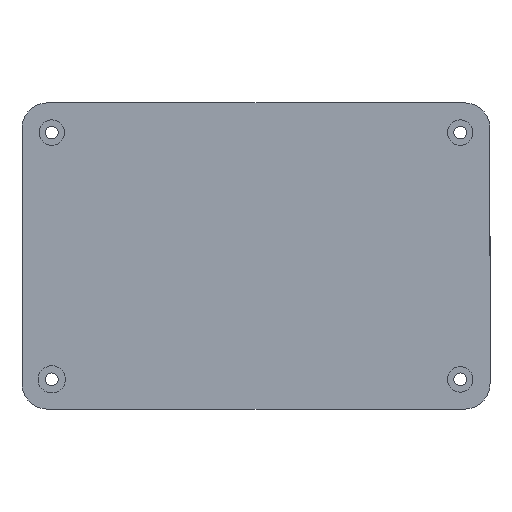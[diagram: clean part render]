
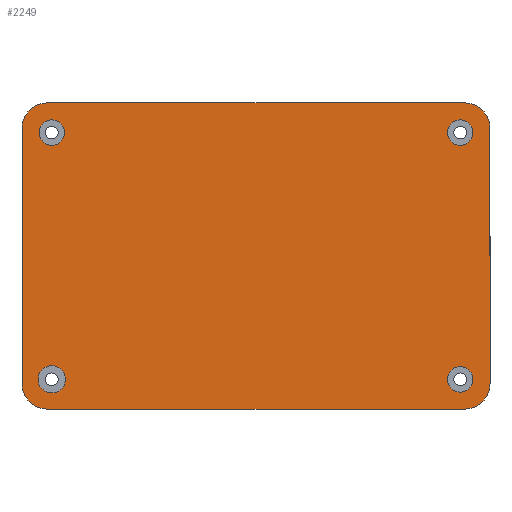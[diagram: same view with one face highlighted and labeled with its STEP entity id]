
A CAD part, front view. The second image highlights one B-rep face of the part: STEP entity #2249.
In plain terms, the highlighted planar face has unit normal (0, -1, 0).
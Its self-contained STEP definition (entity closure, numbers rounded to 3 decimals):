
#1 = CARTESIAN_POINT ( 'NONE',  ( 49., 0., 30. ) ) ;
#10 = ORIENTED_EDGE ( 'NONE', *, *, #724, .T. ) ;
#12 = VERTEX_POINT ( 'NONE', #736 ) ;
#48 = ORIENTED_EDGE ( 'NONE', *, *, #1988, .T. ) ;
#64 = DIRECTION ( 'NONE',  ( 0., 0., 1. ) ) ;
#86 = AXIS2_PLACEMENT_3D ( 'NONE', #1490, #788, #1848 ) ;
#91 = EDGE_CURVE ( 'NONE', #1292, #107, #834, .T. ) ;
#98 = CARTESIAN_POINT ( 'NONE',  ( -49., 0., -30. ) ) ;
#101 = DIRECTION ( 'NONE',  ( 0., 0., 1. ) ) ;
#107 = VERTEX_POINT ( 'NONE', #179 ) ;
#138 = DIRECTION ( 'NONE',  ( 0., 1., 0. ) ) ;
#143 = CARTESIAN_POINT ( 'NONE',  ( -48., 0., 29. ) ) ;
#158 = DIRECTION ( 'NONE',  ( 0., 0., 1. ) ) ;
#163 = EDGE_CURVE ( 'NONE', #2210, #368, #1711, .T. ) ;
#173 = VERTEX_POINT ( 'NONE', #946 ) ;
#179 = CARTESIAN_POINT ( 'NONE',  ( -48., 0., 26. ) ) ;
#206 = AXIS2_PLACEMENT_3D ( 'NONE', #278, #2063, #2032 ) ;
#213 = VERTEX_POINT ( 'NONE', #2160 ) ;
#218 = VECTOR ( 'NONE', #1149, 1000. ) ;
#227 = DIRECTION ( 'NONE',  ( 0., 1., 0. ) ) ;
#241 = CIRCLE ( 'NONE', #1023, 3. ) ;
#258 = VERTEX_POINT ( 'NONE', #1983 ) ;
#261 = CIRCLE ( 'NONE', #1043, 3. ) ;
#278 = CARTESIAN_POINT ( 'NONE',  ( -48., 0., -29. ) ) ;
#279 = FACE_OUTER_BOUND ( 'NONE', #1275, .T. ) ;
#302 = AXIS2_PLACEMENT_3D ( 'NONE', #434, #1154, #1731 ) ;
#312 = CIRCLE ( 'NONE', #1609, 3. ) ;
#326 = ORIENTED_EDGE ( 'NONE', *, *, #163, .F. ) ;
#343 = CARTESIAN_POINT ( 'NONE',  ( 48., 0., 29. ) ) ;
#353 = CARTESIAN_POINT ( 'NONE',  ( 48., 0., -26. ) ) ;
#368 = VERTEX_POINT ( 'NONE', #457 ) ;
#382 = LINE ( 'NONE', #904, #970 ) ;
#392 = EDGE_CURVE ( 'NONE', #562, #2253, #1894, .T. ) ;
#405 = EDGE_CURVE ( 'NONE', #1330, #12, #241, .T. ) ;
#408 = ORIENTED_EDGE ( 'NONE', *, *, #2042, .F. ) ;
#434 = CARTESIAN_POINT ( 'NONE',  ( 49., 0., -30. ) ) ;
#437 = DIRECTION ( 'NONE',  ( 0., 1., 0. ) ) ;
#450 = FACE_BOUND ( 'NONE', #1081, .T. ) ;
#457 = CARTESIAN_POINT ( 'NONE',  ( -49., 0., 36. ) ) ;
#458 = AXIS2_PLACEMENT_3D ( 'NONE', #1147, #227, #1621 ) ;
#461 = CARTESIAN_POINT ( 'NONE',  ( -55., 0., 30. ) ) ;
#490 = EDGE_CURVE ( 'NONE', #2096, #1044, #1222, .T. ) ;
#519 = CARTESIAN_POINT ( 'NONE',  ( -48., 0., 29. ) ) ;
#562 = VERTEX_POINT ( 'NONE', #1825 ) ;
#576 = AXIS2_PLACEMENT_3D ( 'NONE', #343, #694, #2098 ) ;
#596 = AXIS2_PLACEMENT_3D ( 'NONE', #98, #1517, #1599 ) ;
#645 = CARTESIAN_POINT ( 'NONE',  ( 48., 0., 26. ) ) ;
#656 = CARTESIAN_POINT ( 'NONE',  ( -49., 0., -30. ) ) ;
#689 = DIRECTION ( 'NONE',  ( 0., 0., 1. ) ) ;
#694 = DIRECTION ( 'NONE',  ( 0., 1., 0. ) ) ;
#710 = EDGE_CURVE ( 'NONE', #1411, #1659, #837, .T. ) ;
#714 = AXIS2_PLACEMENT_3D ( 'NONE', #656, #138, #101 ) ;
#724 = EDGE_CURVE ( 'NONE', #12, #1330, #1677, .T. ) ;
#736 = CARTESIAN_POINT ( 'NONE',  ( 48., 0., 32. ) ) ;
#755 = EDGE_CURVE ( 'NONE', #1847, #2096, #878, .T. ) ;
#788 = DIRECTION ( 'NONE',  ( 0., 1., 0. ) ) ;
#793 = LINE ( 'NONE', #1496, #218 ) ;
#834 = CIRCLE ( 'NONE', #1753, 3. ) ;
#837 = CIRCLE ( 'NONE', #86, 3. ) ;
#840 = EDGE_CURVE ( 'NONE', #258, #213, #1870, .T. ) ;
#878 = CIRCLE ( 'NONE', #2135, 6. ) ;
#894 = ORIENTED_EDGE ( 'NONE', *, *, #1879, .F. ) ;
#895 = DIRECTION ( 'NONE',  ( 0., 0., -1. ) ) ;
#904 = CARTESIAN_POINT ( 'NONE',  ( -55., 0., -30. ) ) ;
#923 = ORIENTED_EDGE ( 'NONE', *, *, #710, .T. ) ;
#942 = CIRCLE ( 'NONE', #302, 6. ) ;
#946 = CARTESIAN_POINT ( 'NONE',  ( -55., 0., -30. ) ) ;
#970 = VECTOR ( 'NONE', #158, 1000. ) ;
#992 = PLANE ( 'NONE',  #596 ) ;
#1023 = AXIS2_PLACEMENT_3D ( 'NONE', #2031, #437, #1156 ) ;
#1043 = AXIS2_PLACEMENT_3D ( 'NONE', #1410, #1952, #689 ) ;
#1044 = VERTEX_POINT ( 'NONE', #1237 ) ;
#1073 = CARTESIAN_POINT ( 'NONE',  ( 55., 0., -30. ) ) ;
#1081 = EDGE_LOOP ( 'NONE', ( #2035, #1955 ) ) ;
#1085 = EDGE_CURVE ( 'NONE', #107, #1292, #312, .T. ) ;
#1113 = CARTESIAN_POINT ( 'NONE',  ( 55., 0., 30. ) ) ;
#1124 = EDGE_LOOP ( 'NONE', ( #2264, #10 ) ) ;
#1147 = CARTESIAN_POINT ( 'NONE',  ( -49., 0., 30. ) ) ;
#1149 = DIRECTION ( 'NONE',  ( 1., 0., 0. ) ) ;
#1154 = DIRECTION ( 'NONE',  ( 0., 1., 0. ) ) ;
#1156 = DIRECTION ( 'NONE',  ( 0., 0., 1. ) ) ;
#1161 = AXIS2_PLACEMENT_3D ( 'NONE', #2203, #1810, #64 ) ;
#1197 = ORIENTED_EDGE ( 'NONE', *, *, #840, .T. ) ;
#1213 = VECTOR ( 'NONE', #895, 1000. ) ;
#1216 = DIRECTION ( 'NONE',  ( 0., 1., 0. ) ) ;
#1222 = LINE ( 'NONE', #1073, #1213 ) ;
#1237 = CARTESIAN_POINT ( 'NONE',  ( 55., 0., -30. ) ) ;
#1258 = EDGE_CURVE ( 'NONE', #1044, #562, #942, .T. ) ;
#1262 = EDGE_CURVE ( 'NONE', #2253, #173, #1491, .T. ) ;
#1275 = EDGE_LOOP ( 'NONE', ( #2164, #2131, #1793, #1614, #2173, #408, #326, #894 ) ) ;
#1289 = VECTOR ( 'NONE', #1494, 1000. ) ;
#1292 = VERTEX_POINT ( 'NONE', #1557 ) ;
#1330 = VERTEX_POINT ( 'NONE', #645 ) ;
#1344 = FACE_BOUND ( 'NONE', #1501, .T. ) ;
#1397 = DIRECTION ( 'NONE',  ( 0., 0., 1. ) ) ;
#1410 = CARTESIAN_POINT ( 'NONE',  ( 48., 0., -29. ) ) ;
#1411 = VERTEX_POINT ( 'NONE', #353 ) ;
#1422 = CARTESIAN_POINT ( 'NONE',  ( 49., 0., 36. ) ) ;
#1428 = DIRECTION ( 'NONE',  ( 0., 1., 0. ) ) ;
#1490 = CARTESIAN_POINT ( 'NONE',  ( 48., 0., -29. ) ) ;
#1491 = CIRCLE ( 'NONE', #714, 6. ) ;
#1494 = DIRECTION ( 'NONE',  ( -1., 0., 0. ) ) ;
#1496 = CARTESIAN_POINT ( 'NONE',  ( -49., 0., 36. ) ) ;
#1501 = EDGE_LOOP ( 'NONE', ( #1537, #923 ) ) ;
#1517 = DIRECTION ( 'NONE',  ( 0., 1., 0. ) ) ;
#1537 = ORIENTED_EDGE ( 'NONE', *, *, #1841, .T. ) ;
#1557 = CARTESIAN_POINT ( 'NONE',  ( -48., 0., 32. ) ) ;
#1599 = DIRECTION ( 'NONE',  ( 0., 0., 1. ) ) ;
#1609 = AXIS2_PLACEMENT_3D ( 'NONE', #519, #1216, #1774 ) ;
#1614 = ORIENTED_EDGE ( 'NONE', *, *, #490, .F. ) ;
#1621 = DIRECTION ( 'NONE',  ( 0., 0., 1. ) ) ;
#1659 = VERTEX_POINT ( 'NONE', #1823 ) ;
#1677 = CIRCLE ( 'NONE', #576, 3. ) ;
#1684 = CARTESIAN_POINT ( 'NONE',  ( -49., 0., -36. ) ) ;
#1711 = CIRCLE ( 'NONE', #458, 6. ) ;
#1731 = DIRECTION ( 'NONE',  ( 0., 0., -1. ) ) ;
#1753 = AXIS2_PLACEMENT_3D ( 'NONE', #143, #1950, #1397 ) ;
#1774 = DIRECTION ( 'NONE',  ( 0., 0., 1. ) ) ;
#1793 = ORIENTED_EDGE ( 'NONE', *, *, #1258, .F. ) ;
#1810 = DIRECTION ( 'NONE',  ( 0., 1., 0. ) ) ;
#1823 = CARTESIAN_POINT ( 'NONE',  ( 48., 0., -32. ) ) ;
#1825 = CARTESIAN_POINT ( 'NONE',  ( 49., 0., -36. ) ) ;
#1841 = EDGE_CURVE ( 'NONE', #1659, #1411, #261, .T. ) ;
#1847 = VERTEX_POINT ( 'NONE', #1422 ) ;
#1848 = DIRECTION ( 'NONE',  ( 0., 0., 1. ) ) ;
#1865 = FACE_BOUND ( 'NONE', #2218, .T. ) ;
#1870 = CIRCLE ( 'NONE', #206, 3.2 ) ;
#1879 = EDGE_CURVE ( 'NONE', #173, #2210, #382, .T. ) ;
#1894 = LINE ( 'NONE', #1684, #1289 ) ;
#1926 = CARTESIAN_POINT ( 'NONE',  ( -49., 0., -36. ) ) ;
#1950 = DIRECTION ( 'NONE',  ( 0., 1., 0. ) ) ;
#1952 = DIRECTION ( 'NONE',  ( 0., 1., 0. ) ) ;
#1955 = ORIENTED_EDGE ( 'NONE', *, *, #91, .T. ) ;
#1983 = CARTESIAN_POINT ( 'NONE',  ( -48., 0., -25.8 ) ) ;
#1988 = EDGE_CURVE ( 'NONE', #213, #258, #2151, .T. ) ;
#2031 = CARTESIAN_POINT ( 'NONE',  ( 48., 0., 29. ) ) ;
#2032 = DIRECTION ( 'NONE',  ( 0., 0., 1. ) ) ;
#2035 = ORIENTED_EDGE ( 'NONE', *, *, #1085, .T. ) ;
#2042 = EDGE_CURVE ( 'NONE', #368, #1847, #793, .T. ) ;
#2044 = FACE_BOUND ( 'NONE', #1124, .T. ) ;
#2063 = DIRECTION ( 'NONE',  ( 0., 1., 0. ) ) ;
#2096 = VERTEX_POINT ( 'NONE', #1113 ) ;
#2098 = DIRECTION ( 'NONE',  ( 0., 0., 1. ) ) ;
#2120 = DIRECTION ( 'NONE',  ( 0., 0., 1. ) ) ;
#2131 = ORIENTED_EDGE ( 'NONE', *, *, #392, .F. ) ;
#2135 = AXIS2_PLACEMENT_3D ( 'NONE', #1, #1428, #2120 ) ;
#2151 = CIRCLE ( 'NONE', #1161, 3.2 ) ;
#2160 = CARTESIAN_POINT ( 'NONE',  ( -48., 0., -32.2 ) ) ;
#2164 = ORIENTED_EDGE ( 'NONE', *, *, #1262, .F. ) ;
#2173 = ORIENTED_EDGE ( 'NONE', *, *, #755, .F. ) ;
#2203 = CARTESIAN_POINT ( 'NONE',  ( -48., 0., -29. ) ) ;
#2210 = VERTEX_POINT ( 'NONE', #461 ) ;
#2218 = EDGE_LOOP ( 'NONE', ( #48, #1197 ) ) ;
#2249 = ADVANCED_FACE ( 'NONE', ( #1344, #2044, #450, #1865, #279 ), #992, .F. ) ;
#2253 = VERTEX_POINT ( 'NONE', #1926 ) ;
#2264 = ORIENTED_EDGE ( 'NONE', *, *, #405, .T. ) ;
